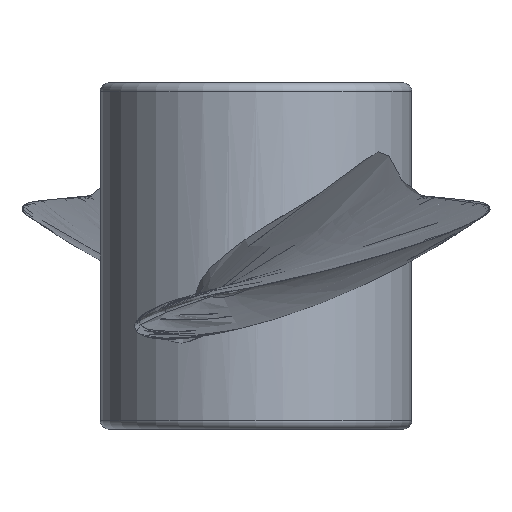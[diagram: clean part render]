
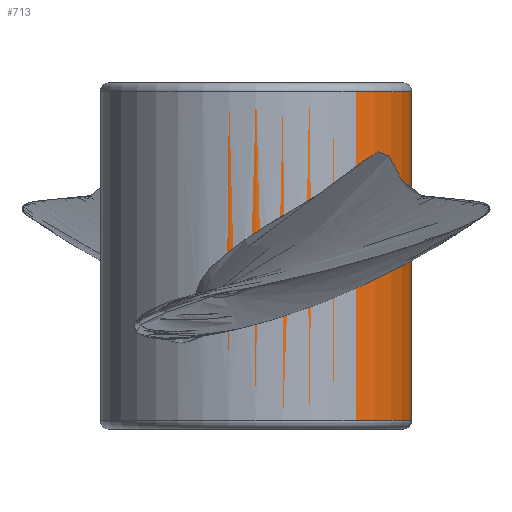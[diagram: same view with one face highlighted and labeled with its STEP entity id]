
A CAD part, left-side view. The second image highlights one B-rep face of the part: STEP entity #713.
In plain terms, the highlighted cylindrical face has radius 9 mm (diameter 18 mm), a partial arc.
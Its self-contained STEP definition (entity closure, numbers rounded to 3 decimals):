
#78 = CARTESIAN_POINT ( 'NONE',  ( 0., 9., -7.5 ) ) ;
#124 = CARTESIAN_POINT ( 'NONE',  ( 0., 9., 12. ) ) ;
#160 = CARTESIAN_POINT ( 'NONE',  ( 0., -9., 11.5 ) ) ;
#190 = EDGE_LOOP ( 'NONE', ( #7207, #2993, #6825, #4437 ) ) ;
#266 = VERTEX_POINT ( 'NONE', #78 ) ;
#653 = CIRCLE ( 'NONE', #2735, 9. ) ;
#705 = LINE ( 'NONE', #124, #6189 ) ;
#713 = ADVANCED_FACE ( 'NONE', ( #3204 ), #2544, .T. ) ;
#822 = DIRECTION ( 'NONE',  ( 0., 0., 1. ) ) ;
#1017 = CIRCLE ( 'NONE', #1387, 9. ) ;
#1218 = LINE ( 'NONE', #7116, #2990 ) ;
#1387 = AXIS2_PLACEMENT_3D ( 'NONE', #6100, #822, #5323 ) ;
#1965 = DIRECTION ( 'NONE',  ( 0., 0., -1. ) ) ;
#1976 = DIRECTION ( 'NONE',  ( 0., 1., 0. ) ) ;
#2040 = CARTESIAN_POINT ( 'NONE',  ( 0., 0., 12. ) ) ;
#2544 = CYLINDRICAL_SURFACE ( 'NONE', #2613, 9. ) ;
#2613 = AXIS2_PLACEMENT_3D ( 'NONE', #2040, #1965, #7252 ) ;
#2735 = AXIS2_PLACEMENT_3D ( 'NONE', #4866, #3215, #1976 ) ;
#2990 = VECTOR ( 'NONE', #7036, 1000. ) ;
#2993 = ORIENTED_EDGE ( 'NONE', *, *, #6393, .T. ) ;
#3032 = CARTESIAN_POINT ( 'NONE',  ( 0., -9., -7.5 ) ) ;
#3204 = FACE_OUTER_BOUND ( 'NONE', #190, .T. ) ;
#3215 = DIRECTION ( 'NONE',  ( 0., 0., -1. ) ) ;
#4141 = VERTEX_POINT ( 'NONE', #160 ) ;
#4437 = ORIENTED_EDGE ( 'NONE', *, *, #7537, .T. ) ;
#4630 = DIRECTION ( 'NONE',  ( 0., 0., -1. ) ) ;
#4866 = CARTESIAN_POINT ( 'NONE',  ( 0., 0., 11.5 ) ) ;
#5323 = DIRECTION ( 'NONE',  ( 0., 1., 0. ) ) ;
#5340 = CARTESIAN_POINT ( 'NONE',  ( 0., 9., 11.5 ) ) ;
#5464 = EDGE_CURVE ( 'NONE', #4141, #5506, #1218, .T. ) ;
#5506 = VERTEX_POINT ( 'NONE', #3032 ) ;
#5702 = VERTEX_POINT ( 'NONE', #5340 ) ;
#6100 = CARTESIAN_POINT ( 'NONE',  ( 0., 0., -7.5 ) ) ;
#6189 = VECTOR ( 'NONE', #4630, 1000. ) ;
#6393 = EDGE_CURVE ( 'NONE', #4141, #5702, #653, .T. ) ;
#6825 = ORIENTED_EDGE ( 'NONE', *, *, #7070, .T. ) ;
#7036 = DIRECTION ( 'NONE',  ( 0., 0., -1. ) ) ;
#7070 = EDGE_CURVE ( 'NONE', #5702, #266, #705, .T. ) ;
#7116 = CARTESIAN_POINT ( 'NONE',  ( 0., -9., 12. ) ) ;
#7207 = ORIENTED_EDGE ( 'NONE', *, *, #5464, .F. ) ;
#7252 = DIRECTION ( 'NONE',  ( 0., 1., 0. ) ) ;
#7537 = EDGE_CURVE ( 'NONE', #266, #5506, #1017, .T. ) ;
